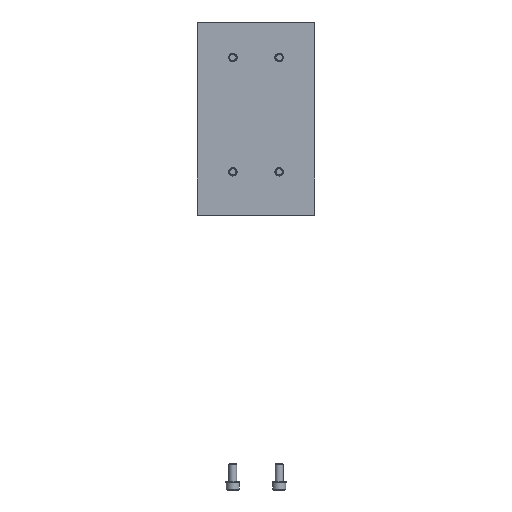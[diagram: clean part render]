
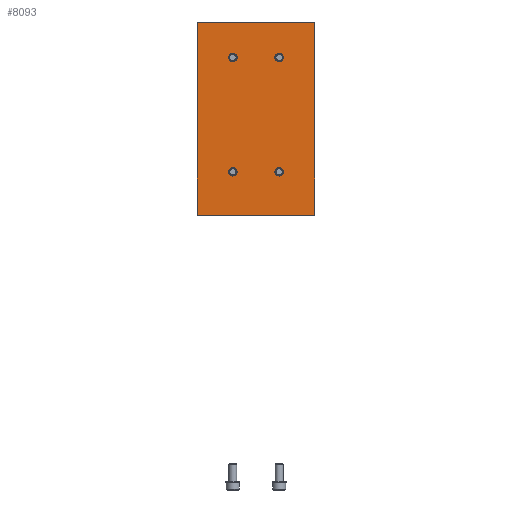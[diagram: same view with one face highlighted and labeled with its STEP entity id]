
A CAD part, front view. The second image highlights one B-rep face of the part: STEP entity #8093.
In plain terms, the highlighted planar face has unit normal (0, -1, 0).
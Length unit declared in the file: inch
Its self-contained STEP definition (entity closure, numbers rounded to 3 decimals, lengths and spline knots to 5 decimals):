
#29 = VERTEX_POINT ( 'NONE', #8667 ) ;
#100 = CARTESIAN_POINT ( 'NONE',  ( -1.49606, 0., 4.92126 ) ) ;
#107 = VERTEX_POINT ( 'NONE', #4738 ) ;
#130 = CARTESIAN_POINT ( 'NONE',  ( -0.59055, 0., 4.01575 ) ) ;
#340 = EDGE_LOOP ( 'NONE', ( #1717, #5872 ) ) ;
#379 = CARTESIAN_POINT ( 'NONE',  ( 0.59055, 0., 1.21063 ) ) ;
#417 = CARTESIAN_POINT ( 'NONE',  ( 1.47638, 0., 4.92126 ) ) ;
#421 = CIRCLE ( 'NONE', #8256, 0.10827 ) ;
#456 = ORIENTED_EDGE ( 'NONE', *, *, #2600, .F. ) ;
#623 = DIRECTION ( 'NONE',  ( 0., -1., 0. ) ) ;
#631 = EDGE_LOOP ( 'NONE', ( #668, #6270, #8102, #5857, #6487, #456 ) ) ;
#668 = ORIENTED_EDGE ( 'NONE', *, *, #6033, .F. ) ;
#705 = FACE_BOUND ( 'NONE', #3348, .T. ) ;
#709 = AXIS2_PLACEMENT_3D ( 'NONE', #130, #3395, #6116 ) ;
#750 = DIRECTION ( 'NONE',  ( 0., 1., 0. ) ) ;
#844 = VECTOR ( 'NONE', #2822, 39.37008 ) ;
#1066 = DIRECTION ( 'NONE',  ( -0.707, 0., -0.707 ) ) ;
#1067 = DIRECTION ( 'NONE',  ( 0., -1., 0. ) ) ;
#1112 = EDGE_CURVE ( 'NONE', #7697, #3419, #2959, .T. ) ;
#1365 = EDGE_CURVE ( 'NONE', #7697, #4477, #4201, .T. ) ;
#1372 = VERTEX_POINT ( 'NONE', #2070 ) ;
#1374 = FACE_OUTER_BOUND ( 'NONE', #631, .T. ) ;
#1392 = EDGE_CURVE ( 'NONE', #5830, #1981, #421, .T. ) ;
#1676 = ORIENTED_EDGE ( 'NONE', *, *, #3570, .F. ) ;
#1689 = DIRECTION ( 'NONE',  ( 0., -1., 0. ) ) ;
#1717 = ORIENTED_EDGE ( 'NONE', *, *, #7890, .F. ) ;
#1773 = LINE ( 'NONE', #3643, #8463 ) ;
#1778 = EDGE_CURVE ( 'NONE', #1372, #6573, #8761, .T. ) ;
#1820 = AXIS2_PLACEMENT_3D ( 'NONE', #5613, #1689, #5744 ) ;
#1981 = VERTEX_POINT ( 'NONE', #4276 ) ;
#2070 = CARTESIAN_POINT ( 'NONE',  ( -0.59055, 0., 3.90748 ) ) ;
#2114 = DIRECTION ( 'NONE',  ( 0., -1., 0. ) ) ;
#2122 = CARTESIAN_POINT ( 'NONE',  ( -0.59055, 0., 0.99409 ) ) ;
#2127 = PLANE ( 'NONE',  #7843 ) ;
#2244 = ORIENTED_EDGE ( 'NONE', *, *, #1392, .F. ) ;
#2386 = CARTESIAN_POINT ( 'NONE',  ( 1.47638, 0., 4.92126 ) ) ;
#2483 = EDGE_LOOP ( 'NONE', ( #7794, #7308 ) ) ;
#2555 = EDGE_CURVE ( 'NONE', #7516, #7218, #3468, .T. ) ;
#2600 = EDGE_CURVE ( 'NONE', #107, #3419, #1773, .T. ) ;
#2725 = CIRCLE ( 'NONE', #4584, 0.10827 ) ;
#2754 = FACE_BOUND ( 'NONE', #3235, .T. ) ;
#2792 = ORIENTED_EDGE ( 'NONE', *, *, #1778, .F. ) ;
#2805 = CIRCLE ( 'NONE', #1820, 0.10827 ) ;
#2822 = DIRECTION ( 'NONE',  ( 0., 0., 1. ) ) ;
#2847 = AXIS2_PLACEMENT_3D ( 'NONE', #7938, #623, #4589 ) ;
#2959 = LINE ( 'NONE', #5774, #3025 ) ;
#3022 = CARTESIAN_POINT ( 'NONE',  ( -0.59055, 0., 1.21063 ) ) ;
#3025 = VECTOR ( 'NONE', #3723, 39.37008 ) ;
#3235 = EDGE_LOOP ( 'NONE', ( #2792, #6931 ) ) ;
#3348 = EDGE_LOOP ( 'NONE', ( #1676, #2244 ) ) ;
#3355 = DIRECTION ( 'NONE',  ( 0.707, 0., -0.707 ) ) ;
#3395 = DIRECTION ( 'NONE',  ( 0., -1., 0. ) ) ;
#3419 = VERTEX_POINT ( 'NONE', #3671 ) ;
#3438 = AXIS2_PLACEMENT_3D ( 'NONE', #4252, #4975, #4351 ) ;
#3464 = DIRECTION ( 'NONE',  ( 0., 0., 1. ) ) ;
#3468 = CIRCLE ( 'NONE', #4319, 0.10827 ) ;
#3570 = EDGE_CURVE ( 'NONE', #1981, #5830, #4171, .T. ) ;
#3643 = CARTESIAN_POINT ( 'NONE',  ( 1.49606, 0., 0. ) ) ;
#3671 = CARTESIAN_POINT ( 'NONE',  ( 1.49606, 0., 0. ) ) ;
#3673 = VECTOR ( 'NONE', #5777, 39.37008 ) ;
#3723 = DIRECTION ( 'NONE',  ( 1., 0., 0. ) ) ;
#3804 = DIRECTION ( 'NONE',  ( 0., 0., -1. ) ) ;
#4032 = CARTESIAN_POINT ( 'NONE',  ( -1.49606, 0., 0. ) ) ;
#4033 = CARTESIAN_POINT ( 'NONE',  ( 0.59055, 0., 4.01575 ) ) ;
#4086 = FACE_BOUND ( 'NONE', #2483, .T. ) ;
#4171 = CIRCLE ( 'NONE', #8030, 0.10827 ) ;
#4201 = LINE ( 'NONE', #100, #844 ) ;
#4252 = CARTESIAN_POINT ( 'NONE',  ( -0.59055, 0., 4.01575 ) ) ;
#4276 = CARTESIAN_POINT ( 'NONE',  ( 0.59055, 0., 3.90748 ) ) ;
#4313 = DIRECTION ( 'NONE',  ( 0., 0., -1. ) ) ;
#4319 = AXIS2_PLACEMENT_3D ( 'NONE', #7758, #1067, #4313 ) ;
#4351 = DIRECTION ( 'NONE',  ( 0., 0., -1. ) ) ;
#4399 = LINE ( 'NONE', #2386, #4821 ) ;
#4477 = VERTEX_POINT ( 'NONE', #5727 ) ;
#4584 = AXIS2_PLACEMENT_3D ( 'NONE', #5512, #8822, #8234 ) ;
#4589 = DIRECTION ( 'NONE',  ( 0., 0., -1. ) ) ;
#4738 = CARTESIAN_POINT ( 'NONE',  ( 1.49606, 0., 4.90157 ) ) ;
#4821 = VECTOR ( 'NONE', #3355, 39.37008 ) ;
#4853 = FACE_BOUND ( 'NONE', #340, .T. ) ;
#4975 = DIRECTION ( 'NONE',  ( 0., -1., 0. ) ) ;
#5280 = CIRCLE ( 'NONE', #2847, 0.10827 ) ;
#5414 = EDGE_CURVE ( 'NONE', #7432, #5445, #2805, .T. ) ;
#5445 = VERTEX_POINT ( 'NONE', #3022 ) ;
#5478 = CARTESIAN_POINT ( 'NONE',  ( 1.49606, 0., 4.92126 ) ) ;
#5512 = CARTESIAN_POINT ( 'NONE',  ( -0.59055, 0., 1.10236 ) ) ;
#5613 = CARTESIAN_POINT ( 'NONE',  ( -0.59055, 0., 1.10236 ) ) ;
#5643 = CARTESIAN_POINT ( 'NONE',  ( 0.59055, 0., 4.12402 ) ) ;
#5727 = CARTESIAN_POINT ( 'NONE',  ( -1.49606, 0., 4.90157 ) ) ;
#5744 = DIRECTION ( 'NONE',  ( 0., 0., -1. ) ) ;
#5763 = CARTESIAN_POINT ( 'NONE',  ( -0.59055, 0., 4.12402 ) ) ;
#5774 = CARTESIAN_POINT ( 'NONE',  ( 1.49606, 0., 0. ) ) ;
#5777 = DIRECTION ( 'NONE',  ( 1., 0., 0. ) ) ;
#5813 = CARTESIAN_POINT ( 'NONE',  ( 0.59055, 0., 4.01575 ) ) ;
#5830 = VERTEX_POINT ( 'NONE', #5643 ) ;
#5857 = ORIENTED_EDGE ( 'NONE', *, *, #1365, .F. ) ;
#5872 = ORIENTED_EDGE ( 'NONE', *, *, #2555, .F. ) ;
#5947 = DIRECTION ( 'NONE',  ( 0., -1., 0. ) ) ;
#6033 = EDGE_CURVE ( 'NONE', #8686, #107, #4399, .T. ) ;
#6042 = EDGE_CURVE ( 'NONE', #29, #8686, #6495, .T. ) ;
#6078 = CARTESIAN_POINT ( 'NONE',  ( 1.49606, 0., 4.92126 ) ) ;
#6116 = DIRECTION ( 'NONE',  ( 0., 0., -1. ) ) ;
#6270 = ORIENTED_EDGE ( 'NONE', *, *, #6042, .F. ) ;
#6487 = ORIENTED_EDGE ( 'NONE', *, *, #1112, .T. ) ;
#6495 = LINE ( 'NONE', #6078, #3673 ) ;
#6573 = VERTEX_POINT ( 'NONE', #5763 ) ;
#6858 = VECTOR ( 'NONE', #1066, 39.37008 ) ;
#6931 = ORIENTED_EDGE ( 'NONE', *, *, #7517, .F. ) ;
#6995 = CARTESIAN_POINT ( 'NONE',  ( 0.59055, 0., 0.99409 ) ) ;
#7084 = DIRECTION ( 'NONE',  ( 0., 0., -1. ) ) ;
#7175 = LINE ( 'NONE', #8379, #6858 ) ;
#7218 = VERTEX_POINT ( 'NONE', #6995 ) ;
#7291 = CIRCLE ( 'NONE', #3438, 0.10827 ) ;
#7300 = EDGE_CURVE ( 'NONE', #29, #4477, #7175, .T. ) ;
#7308 = ORIENTED_EDGE ( 'NONE', *, *, #7493, .F. ) ;
#7432 = VERTEX_POINT ( 'NONE', #2122 ) ;
#7493 = EDGE_CURVE ( 'NONE', #5445, #7432, #2725, .T. ) ;
#7516 = VERTEX_POINT ( 'NONE', #379 ) ;
#7517 = EDGE_CURVE ( 'NONE', #6573, #1372, #7291, .T. ) ;
#7697 = VERTEX_POINT ( 'NONE', #4032 ) ;
#7758 = CARTESIAN_POINT ( 'NONE',  ( 0.59055, 0., 1.10236 ) ) ;
#7794 = ORIENTED_EDGE ( 'NONE', *, *, #5414, .F. ) ;
#7843 = AXIS2_PLACEMENT_3D ( 'NONE', #5478, #750, #3464 ) ;
#7890 = EDGE_CURVE ( 'NONE', #7218, #7516, #5280, .T. ) ;
#7938 = CARTESIAN_POINT ( 'NONE',  ( 0.59055, 0., 1.10236 ) ) ;
#8030 = AXIS2_PLACEMENT_3D ( 'NONE', #5813, #5947, #3804 ) ;
#8093 = ADVANCED_FACE ( 'NONE', ( #1374, #4853, #4086, #705, #2754 ), #2127, .F. ) ;
#8102 = ORIENTED_EDGE ( 'NONE', *, *, #7300, .T. ) ;
#8234 = DIRECTION ( 'NONE',  ( 0., 0., -1. ) ) ;
#8256 = AXIS2_PLACEMENT_3D ( 'NONE', #4033, #2114, #8270 ) ;
#8270 = DIRECTION ( 'NONE',  ( 0., 0., -1. ) ) ;
#8379 = CARTESIAN_POINT ( 'NONE',  ( -1.47638, 0., 4.92126 ) ) ;
#8463 = VECTOR ( 'NONE', #7084, 39.37008 ) ;
#8667 = CARTESIAN_POINT ( 'NONE',  ( -1.47638, 0., 4.92126 ) ) ;
#8686 = VERTEX_POINT ( 'NONE', #417 ) ;
#8761 = CIRCLE ( 'NONE', #709, 0.10827 ) ;
#8822 = DIRECTION ( 'NONE',  ( 0., -1., 0. ) ) ;
